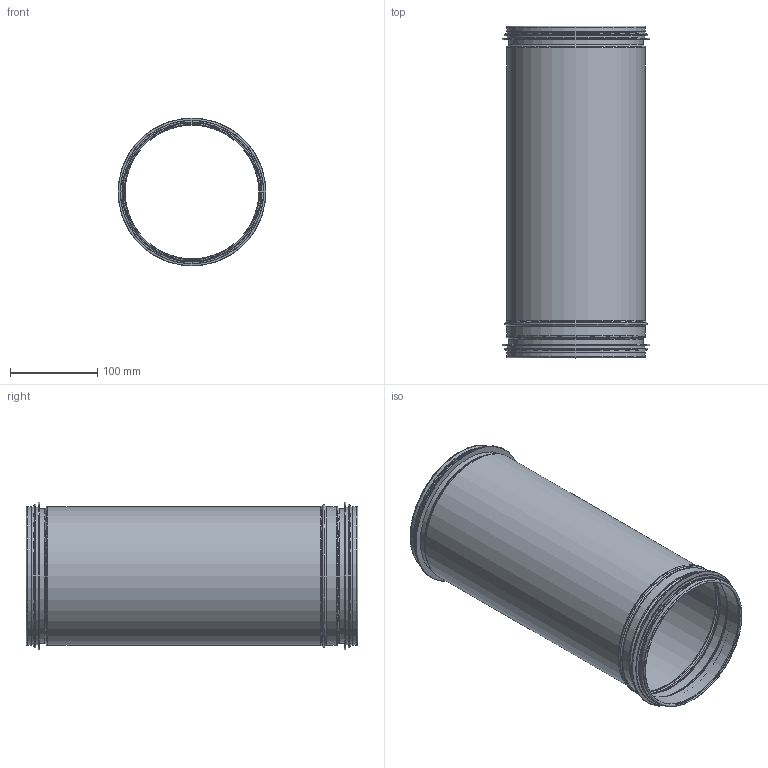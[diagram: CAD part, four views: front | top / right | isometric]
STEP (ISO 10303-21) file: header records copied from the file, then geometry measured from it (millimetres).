
FILE_DESCRIPTION((''),'2;1');
FILE_NAME('HINT-LN-160.stp','2014-03-05T15:08:03',(''),(''),'Autodesk Inventor 2013','Autodesk Inventor 2013','');
FILE_SCHEMA(('AUTOMOTIVE_DESIGN { 1 2 10303 214 0 1 1 1 }'));
Length unit declared in the file: millimetre
Products named in the file (3): HINT-LN-160; HINT-LNRörämne-160; 999005
Assembly tree (3 placements, depth 2):
  HINT-LN-160
    HINT-LNRörämne-160
    999005  x2
Bounding box: 169.4 x 380 x 169.4 mm (x, y, z)
Volume: 132321.1 mm3; surface area: 444868.1 mm2
Topology: 3 solids, 3 shells, 78 faces, 146 edges, 80 vertices
Faces by surface type: torus 30, cylinder 24, cone 12, plane 12
Full cylindrical faces by diameter (mm): 153.25 x2, 154.25 x2, 155.4 x2, 158 x6, 158.05 x4, 159.05 x4, 164.4 x2, 169.4 x2
Entity records: 1316 total; most frequent: DIRECTION 248, CARTESIAN_POINT 183, AXIS2_PLACEMENT_3D 124, ORIENTED_EDGE 118, EDGE_LOOP 118, VERTEX_POINT 59, CIRCLE 59, EDGE_CURVE 59
